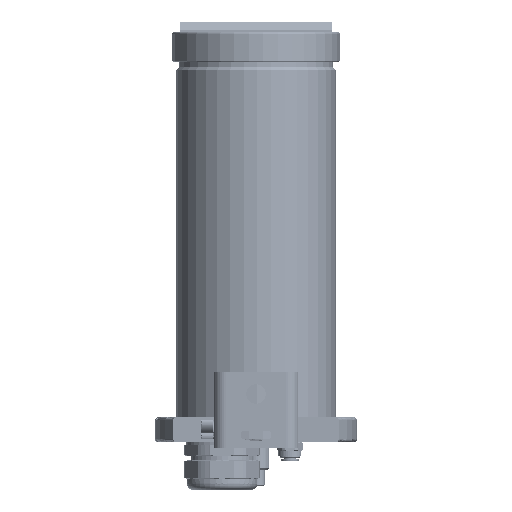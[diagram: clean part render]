
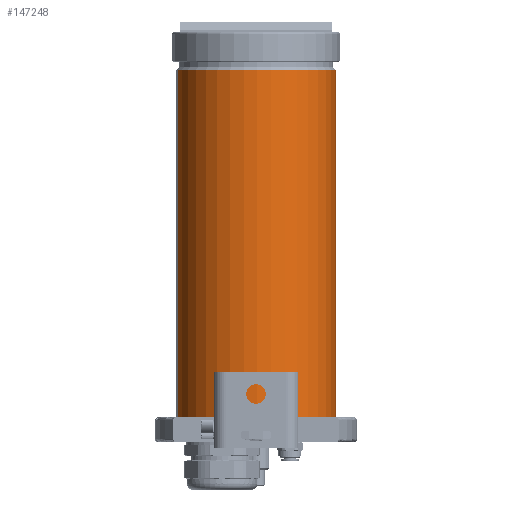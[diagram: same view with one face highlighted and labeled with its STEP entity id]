
A CAD part, front view. The second image highlights one B-rep face of the part: STEP entity #147248.
In plain terms, the highlighted cylindrical face has radius 59.69 mm (diameter 119.38 mm), a partial arc.
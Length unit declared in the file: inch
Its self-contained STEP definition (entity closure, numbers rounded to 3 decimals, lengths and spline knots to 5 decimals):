
#2955 = EDGE_CURVE ( 'NONE', #59422, #123804, #164288, .T. ) ;
#7135 = CARTESIAN_POINT ( 'NONE',  ( 2.35, 0., 5.5 ) ) ;
#8383 = FACE_OUTER_BOUND ( 'NONE', #50272, .T. ) ;
#10040 = CARTESIAN_POINT ( 'NONE',  ( 0., 0., 5.5 ) ) ;
#17369 = EDGE_CURVE ( 'NONE', #78544, #36885, #144729, .T. ) ;
#26056 = CARTESIAN_POINT ( 'NONE',  ( -2.35, 0., -4.725 ) ) ;
#36885 = VERTEX_POINT ( 'NONE', #121499 ) ;
#38614 = ORIENTED_EDGE ( 'NONE', *, *, #17369, .T. ) ;
#43588 = VECTOR ( 'NONE', #123265, 39.37008 ) ;
#45356 = VECTOR ( 'NONE', #86313, 39.37008 ) ;
#50272 = EDGE_LOOP ( 'NONE', ( #52962, #108207, #85642, #38614 ) ) ;
#52962 = ORIENTED_EDGE ( 'NONE', *, *, #167874, .F. ) ;
#59114 = LINE ( 'NONE', #173315, #45356 ) ;
#59422 = VERTEX_POINT ( 'NONE', #67151 ) ;
#65614 = CYLINDRICAL_SURFACE ( 'NONE', #135280, 2.35 ) ;
#67151 = CARTESIAN_POINT ( 'NONE',  ( -2.35, 0., 5.5 ) ) ;
#76079 = CARTESIAN_POINT ( 'NONE',  ( 2.35, 0., 5.5 ) ) ;
#78544 = VERTEX_POINT ( 'NONE', #26056 ) ;
#82063 = AXIS2_PLACEMENT_3D ( 'NONE', #165822, #153623, #138681 ) ;
#82220 = DIRECTION ( 'NONE',  ( 0., 0., 1. ) ) ;
#85642 = ORIENTED_EDGE ( 'NONE', *, *, #184774, .T. ) ;
#86313 = DIRECTION ( 'NONE',  ( 0., 0., -1. ) ) ;
#97396 = DIRECTION ( 'NONE',  ( -1., 0., 0. ) ) ;
#108207 = ORIENTED_EDGE ( 'NONE', *, *, #2955, .F. ) ;
#110135 = LINE ( 'NONE', #7135, #43588 ) ;
#121499 = CARTESIAN_POINT ( 'NONE',  ( 2.35, 0., -4.725 ) ) ;
#123265 = DIRECTION ( 'NONE',  ( 0., 0., -1. ) ) ;
#123804 = VERTEX_POINT ( 'NONE', #76079 ) ;
#125459 = CARTESIAN_POINT ( 'NONE',  ( 0., 0., 5.5 ) ) ;
#135280 = AXIS2_PLACEMENT_3D ( 'NONE', #125459, #179795, #97396 ) ;
#137457 = DIRECTION ( 'NONE',  ( 1., 0., 0. ) ) ;
#138681 = DIRECTION ( 'NONE',  ( -1., 0., 0. ) ) ;
#144729 = CIRCLE ( 'NONE', #82063, 2.35 ) ;
#147248 = ADVANCED_FACE ( 'NONE', ( #8383 ), #65614, .T. ) ;
#153623 = DIRECTION ( 'NONE',  ( 0., 0., 1. ) ) ;
#164288 = CIRCLE ( 'NONE', #167239, 2.35 ) ;
#165822 = CARTESIAN_POINT ( 'NONE',  ( 0., 0., -4.725 ) ) ;
#167239 = AXIS2_PLACEMENT_3D ( 'NONE', #10040, #82220, #137457 ) ;
#167874 = EDGE_CURVE ( 'NONE', #123804, #36885, #110135, .T. ) ;
#173315 = CARTESIAN_POINT ( 'NONE',  ( -2.35, 0., 5.5 ) ) ;
#179795 = DIRECTION ( 'NONE',  ( 0., 0., -1. ) ) ;
#184774 = EDGE_CURVE ( 'NONE', #59422, #78544, #59114, .T. ) ;
